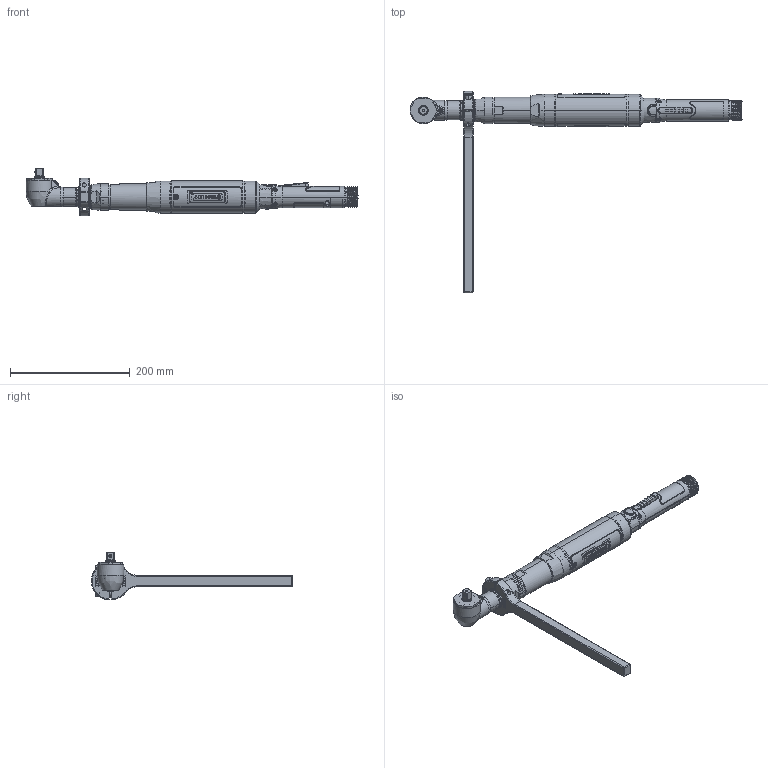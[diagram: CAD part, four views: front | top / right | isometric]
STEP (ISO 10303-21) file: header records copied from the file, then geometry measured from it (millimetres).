
FILE_DESCRIPTION((''),'2;1');
FILE_NAME('EB44LA22A-120','2012-01-31T',('MAM0508'),(''),'PRO/ENGINEER BY PARAMETRIC TECHNOLOGY CORPORATION, 2010430','PRO/ENGINEER BY PARAMETRIC TECHNOLOGY CORPORATION, 2010430','');
FILE_SCHEMA(('CONFIG_CONTROL_DESIGN'));
Products named in the file (1): EB44LA22A-120
Bounding box: 555.38 x 336.55 x 80.29 mm (x, y, z)
Surface area: 191825 mm2 (no closed solid volume)
Topology: 0 solids, 302 shells, 975 faces, 5032 edges, 4266 vertices
Faces by surface type: cylinder 457, plane 207, bspline 157, cone 78, torus 52, extrusion 21, sphere 3
Entity records: 77677 total; most frequent: CARTESIAN_POINT 43115, ORIENTED_EDGE 6205, DIRECTION 5918, EDGE_CURVE 5030, VERTEX_POINT 4266, AXIS2_PLACEMENT_3D 1992, B_SPLINE_CURVE_WITH_KNOTS 1943, VECTOR 1934
